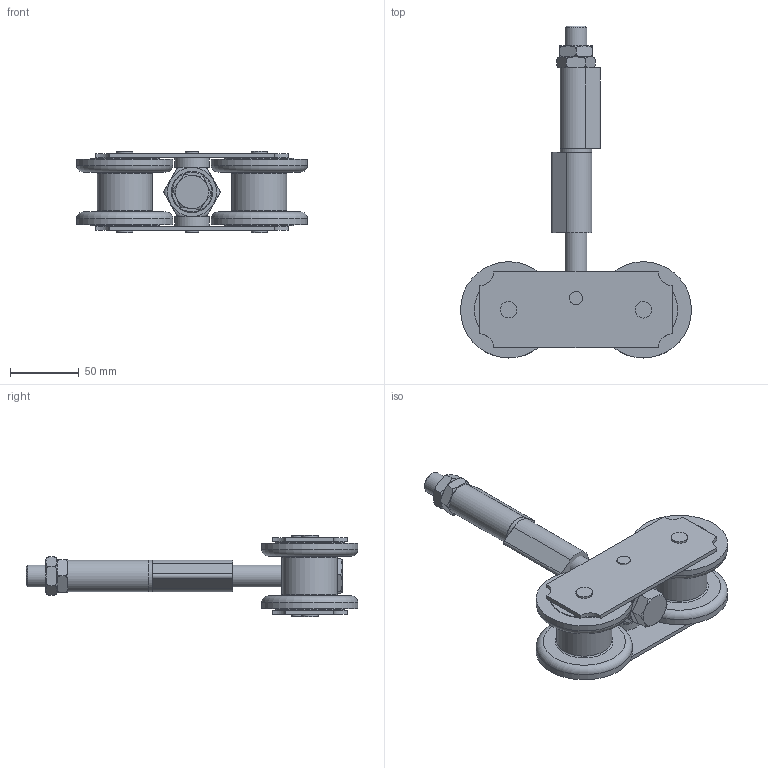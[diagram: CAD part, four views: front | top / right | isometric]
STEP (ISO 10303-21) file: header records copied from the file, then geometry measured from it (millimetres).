
FILE_DESCRIPTION(/* description */ (''),/* implementation_level */ '2;1');
FILE_NAME(/* name */ '0582SO.stp',/* time_stamp */ '2022-05-16T10:46:34+02:00',/* author */ ('Giuliano'),/* organization */ (''),/* preprocessor_version */ 'ST-DEVELOPER v18.1',/* originating_system */ 'Autodesk Inventor 2021',/* authorisation */ '');
FILE_SCHEMA (('AUTOMOTIVE_DESIGN { 1 0 10303 214 3 1 1 }'));
Length unit declared in the file: millimetre
Products named in the file (1): Pièce1
Bounding box: 168 x 241.5 x 59 mm (x, y, z)
Volume: 457495.3 mm3; surface area: 140095.2 mm2
Topology: 36 solids, 36 shells, 390 faces, 881 edges, 573 vertices
Faces by surface type: plane 196, cylinder 153, cone 16, torus 13, sphere 12
Full cylindrical faces by diameter (mm): 5 x18, 9.7 x6, 10.8 x2, 12 x4, 16 x3, 22 x1, 23 x1, 25 x2, 25.8 x2, 30 x2, 40 x2, 50 x4, 70 x4
Entity records: 11715 total; most frequent: CARTESIAN_POINT 2544, DIRECTION 2035, ORIENTED_EDGE 1762, EDGE_CURVE 881, AXIS2_PLACEMENT_3D 816, VERTEX_POINT 573, EDGE_LOOP 454, CIRCLE 425
